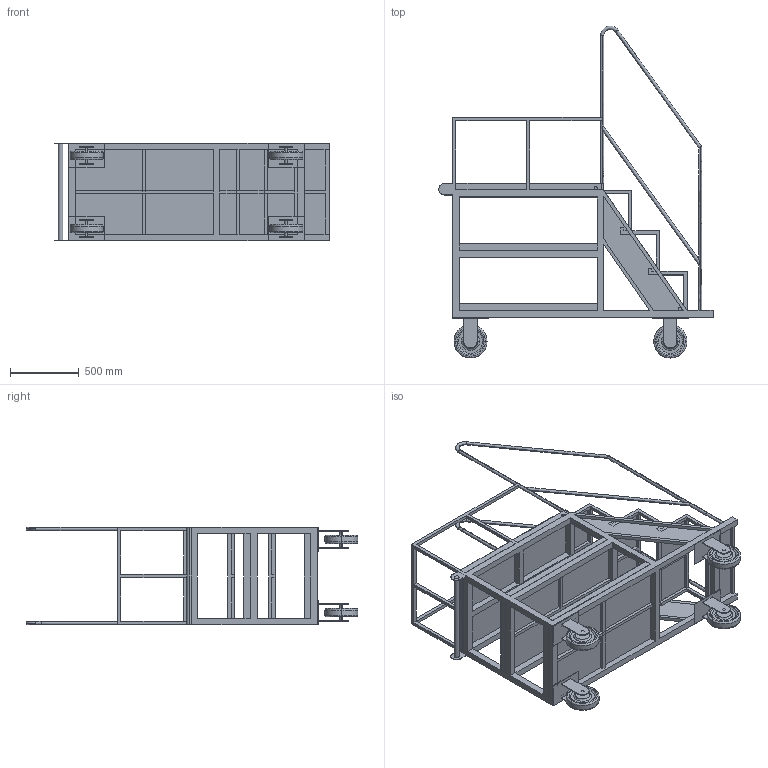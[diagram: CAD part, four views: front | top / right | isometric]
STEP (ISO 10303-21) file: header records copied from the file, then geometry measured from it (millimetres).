
FILE_DESCRIPTION(('FreeCAD Model'),'2;1');
FILE_NAME('Open CASCADE Shape Model','2025-05-04T10:19:58',('FreeCAD'),( 'FreeCAD'),'Open CASCADE STEP processor 7.6','FreeCAD','Unknown');
FILE_SCHEMA(('AUTOMOTIVE_DESIGN { 1 0 10303 214 1 1 1 1 }'));
Length unit declared in the file: millimetre
Products named in the file (1): Open CASCADE STEP translator 7.6 1
Bounding box: 1989.97 x 2407.2 x 707.22 mm (x, y, z)
Volume: 73615107.2 mm3; surface area: 13475839.6 mm2
Topology: 13 solids, 13 shells, 491 faces, 1327 edges, 840 vertices
Faces by surface type: bspline 491
Entity records: 15048 total; most frequent: CARTESIAN_POINT 7146, ORIENTED_EDGE 2646, EDGE_CURVE 1323, B_SPLINE_CURVE_WITH_KNOTS 1040, VERTEX_POINT 838, FACE_BOUND 572, EDGE_LOOP 572, ADVANCED_FACE 490
